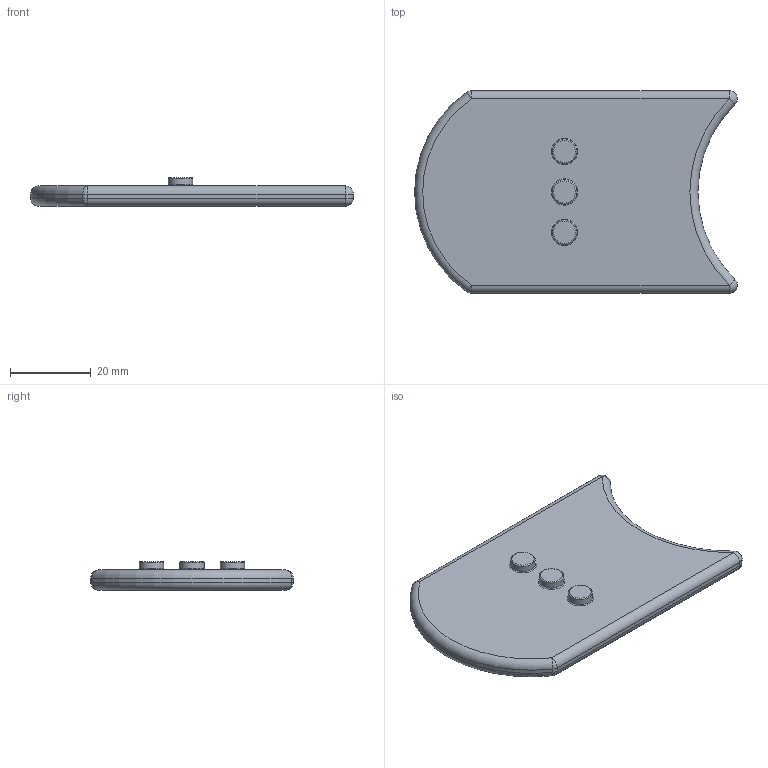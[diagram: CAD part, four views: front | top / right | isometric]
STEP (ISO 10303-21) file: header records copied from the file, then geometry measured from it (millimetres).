
FILE_DESCRIPTION(/* description */ (''),/* implementation_level */ '2;1');
FILE_NAME(/* name */ '3block.stp',/* time_stamp */ '2021-03-21T19:26:11-07:00',/* author */ (''),/* organization */ (''),/* preprocessor_version */ 'ST-DEVELOPER v16.7',/* originating_system */ 'SIEMENS PLM Software NX 1926',/* authorisation */ '');
FILE_SCHEMA (('AUTOMOTIVE_DESIGN { 1 0 10303 214 3 1 1 1 }'));
Length unit declared in the file: millimetre
Products named in the file (1): 3block
Bounding box: 79.75 x 50 x 7 mm (x, y, z)
Volume: 15942 mm3; surface area: 8122.6 mm2
Topology: 1 solids, 1 shells, 45 faces, 89 edges, 44 vertices
Faces by surface type: cylinder 15, torus 12, plane 10, sphere 8
Full cylindrical faces by diameter (mm): 6 x3, 7 x2
Entity records: 1046 total; most frequent: DIRECTION 212, CARTESIAN_POINT 158, ORIENTED_EDGE 138, AXIS2_PLACEMENT_3D 97, EDGE_CURVE 69, EDGE_LOOP 62, CIRCLE 51, ADVANCED_FACE 45
